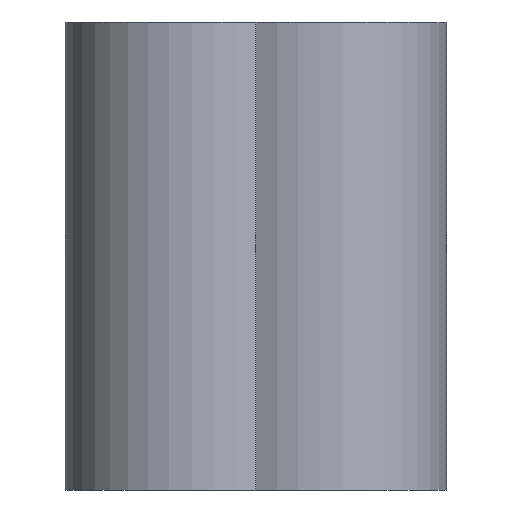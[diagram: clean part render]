
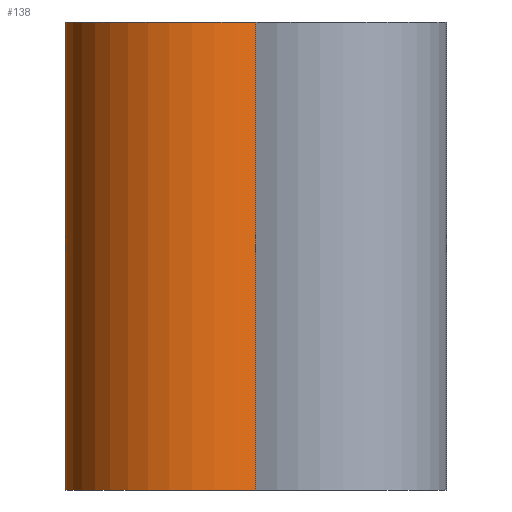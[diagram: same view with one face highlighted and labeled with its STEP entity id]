
A CAD part, front view. The second image highlights one B-rep face of the part: STEP entity #138.
In plain terms, the highlighted cylindrical face has radius 3.9 mm (diameter 7.8 mm), a partial arc.
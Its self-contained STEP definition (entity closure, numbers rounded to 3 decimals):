
#2 = LINE ( 'NONE', #67, #12 ) ;
#7 = EDGE_CURVE ( 'NONE', #18, #327, #2, .T. ) ;
#12 = VECTOR ( 'NONE', #187, 1000. ) ;
#14 = DIRECTION ( 'NONE',  ( -1., 0., 0. ) ) ;
#18 = VERTEX_POINT ( 'NONE', #245 ) ;
#21 = AXIS2_PLACEMENT_3D ( 'NONE', #38, #33, #357 ) ;
#28 = VERTEX_POINT ( 'NONE', #263 ) ;
#33 = DIRECTION ( 'NONE',  ( 0., 0., 1. ) ) ;
#38 = CARTESIAN_POINT ( 'NONE',  ( -9.105, -2.001, 0. ) ) ;
#42 = DIRECTION ( 'NONE',  ( 1., 0., 0. ) ) ;
#43 = CIRCLE ( 'NONE', #197, 3.9 ) ;
#49 = EDGE_CURVE ( 'NONE', #327, #28, #336, .T. ) ;
#66 = DIRECTION ( 'NONE',  ( 0., 0., -1. ) ) ;
#67 = CARTESIAN_POINT ( 'NONE',  ( -13.005, -2.001, 14. ) ) ;
#70 = CARTESIAN_POINT ( 'NONE',  ( -7.305, -5.461, 14. ) ) ;
#75 = FACE_OUTER_BOUND ( 'NONE', #200, .T. ) ;
#87 = ORIENTED_EDGE ( 'NONE', *, *, #101, .F. ) ;
#101 = EDGE_CURVE ( 'NONE', #254, #28, #243, .T. ) ;
#111 = EDGE_CURVE ( 'NONE', #18, #254, #43, .T. ) ;
#123 = CARTESIAN_POINT ( 'NONE',  ( -9.105, -2.001, 14. ) ) ;
#128 = CYLINDRICAL_SURFACE ( 'NONE', #179, 3.9 ) ;
#134 = ORIENTED_EDGE ( 'NONE', *, *, #111, .F. ) ;
#138 = ADVANCED_FACE ( 'NONE', ( #75 ), #128, .T. ) ;
#157 = CARTESIAN_POINT ( 'NONE',  ( -9.105, -2.001, 14. ) ) ;
#175 = ORIENTED_EDGE ( 'NONE', *, *, #49, .T. ) ;
#179 = AXIS2_PLACEMENT_3D ( 'NONE', #157, #246, #14 ) ;
#187 = DIRECTION ( 'NONE',  ( 0., 0., -1. ) ) ;
#188 = DIRECTION ( 'NONE',  ( 0., 0., 1. ) ) ;
#197 = AXIS2_PLACEMENT_3D ( 'NONE', #123, #188, #42 ) ;
#200 = EDGE_LOOP ( 'NONE', ( #134, #225, #175, #87 ) ) ;
#225 = ORIENTED_EDGE ( 'NONE', *, *, #7, .T. ) ;
#243 = LINE ( 'NONE', #361, #352 ) ;
#245 = CARTESIAN_POINT ( 'NONE',  ( -13.005, -2.001, 14. ) ) ;
#246 = DIRECTION ( 'NONE',  ( 0., 0., -1. ) ) ;
#254 = VERTEX_POINT ( 'NONE', #70 ) ;
#263 = CARTESIAN_POINT ( 'NONE',  ( -7.305, -5.461, 0. ) ) ;
#327 = VERTEX_POINT ( 'NONE', #383 ) ;
#336 = CIRCLE ( 'NONE', #21, 3.9 ) ;
#352 = VECTOR ( 'NONE', #66, 1000. ) ;
#357 = DIRECTION ( 'NONE',  ( 1., 0., 0. ) ) ;
#361 = CARTESIAN_POINT ( 'NONE',  ( -7.305, -5.461, 14. ) ) ;
#383 = CARTESIAN_POINT ( 'NONE',  ( -13.005, -2.001, 0. ) ) ;
